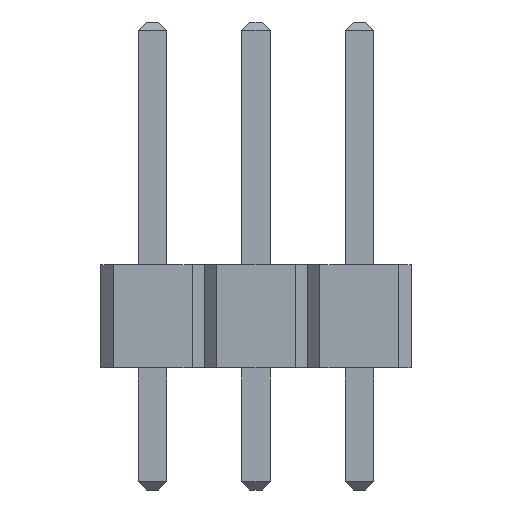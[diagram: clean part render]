
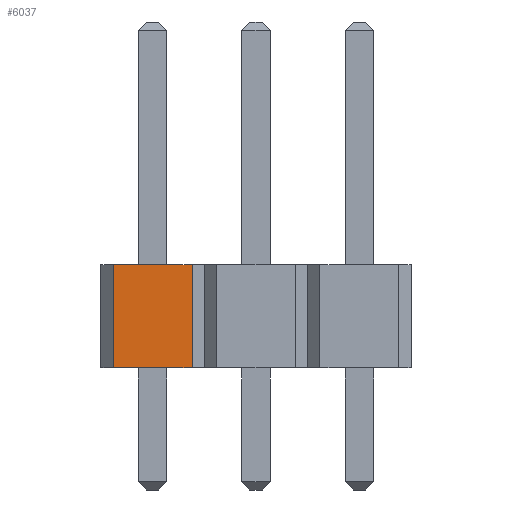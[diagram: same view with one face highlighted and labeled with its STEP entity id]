
A CAD part, front view. The second image highlights one B-rep face of the part: STEP entity #6037.
In plain terms, the highlighted planar face has unit normal (0, -1, 0).
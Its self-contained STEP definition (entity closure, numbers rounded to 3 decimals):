
#5487 = VERTEX_POINT('',#5488);
#5488 = CARTESIAN_POINT('',(-0.97,-26.67,0.));
#5494 = EDGE_CURVE('',#5495,#5487,#5497,.T.);
#5495 = VERTEX_POINT('',#5496);
#5496 = CARTESIAN_POINT('',(0.97,-26.67,0.));
#5497 = LINE('',#5498,#5499);
#5498 = CARTESIAN_POINT('',(1.27,-26.67,0.));
#5499 = VECTOR('',#5500,1.);
#5500 = DIRECTION('',(-1.,0.,0.));
#5709 = VERTEX_POINT('',#5710);
#5710 = CARTESIAN_POINT('',(-0.97,-26.67,2.54));
#5716 = EDGE_CURVE('',#5717,#5709,#5719,.T.);
#5717 = VERTEX_POINT('',#5718);
#5718 = CARTESIAN_POINT('',(0.97,-26.67,2.54));
#5719 = LINE('',#5720,#5721);
#5720 = CARTESIAN_POINT('',(1.27,-26.67,2.54));
#5721 = VECTOR('',#5722,1.);
#5722 = DIRECTION('',(-1.,0.,0.));
#6027 = EDGE_CURVE('',#5495,#5717,#6028,.T.);
#6028 = LINE('',#6029,#6030);
#6029 = CARTESIAN_POINT('',(0.97,-26.67,0.));
#6030 = VECTOR('',#6031,1.);
#6031 = DIRECTION('',(0.,0.,1.));
#6037 = ADVANCED_FACE('',(#6038),#6049,.T.);
#6038 = FACE_BOUND('',#6039,.T.);
#6039 = EDGE_LOOP('',(#6040,#6041,#6042,#6043));
#6040 = ORIENTED_EDGE('',*,*,#5494,.F.);
#6041 = ORIENTED_EDGE('',*,*,#6027,.T.);
#6042 = ORIENTED_EDGE('',*,*,#5716,.T.);
#6043 = ORIENTED_EDGE('',*,*,#6044,.F.);
#6044 = EDGE_CURVE('',#5487,#5709,#6045,.T.);
#6045 = LINE('',#6046,#6047);
#6046 = CARTESIAN_POINT('',(-0.97,-26.67,0.));
#6047 = VECTOR('',#6048,1.);
#6048 = DIRECTION('',(0.,0.,1.));
#6049 = PLANE('',#6050);
#6050 = AXIS2_PLACEMENT_3D('',#6051,#6052,#6053);
#6051 = CARTESIAN_POINT('',(1.27,-26.67,0.));
#6052 = DIRECTION('',(0.,-1.,0.));
#6053 = DIRECTION('',(-1.,0.,0.));
